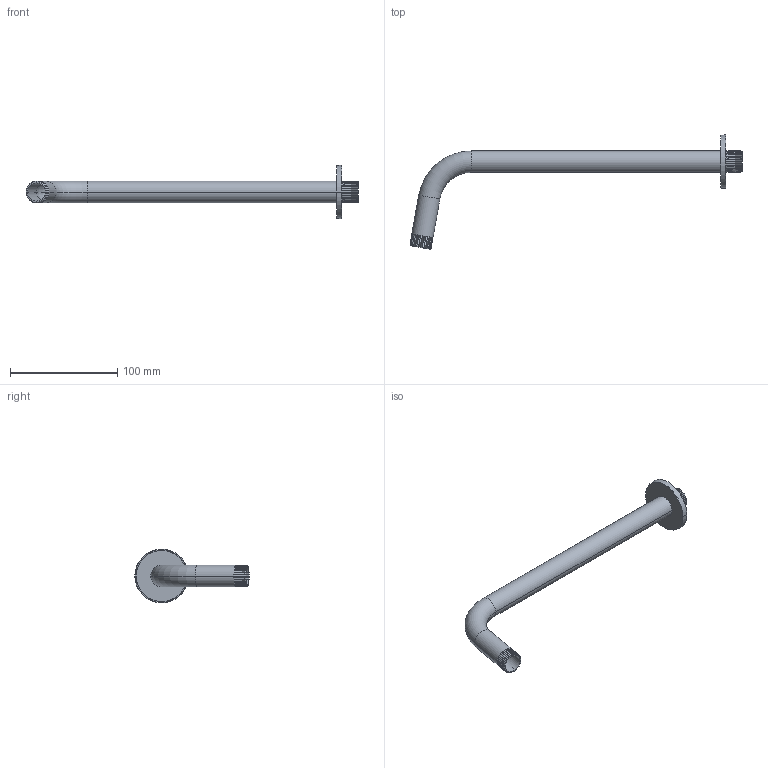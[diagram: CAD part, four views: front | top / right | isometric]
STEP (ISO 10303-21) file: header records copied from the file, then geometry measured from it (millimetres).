
FILE_DESCRIPTION((''),'2;1');
FILE_NAME('BD6037303CR','2020-03-02T07:39:45',('carloff'),(''),'CREO PARAMETRIC BY PTC INC, 2018100','CREO PARAMETRIC BY PTC INC, 2018100','');
FILE_SCHEMA(('CONFIG_CONTROL_DESIGN'));
Length unit declared in the file: millimetre
Products named in the file (1): BD6037303CR
Bounding box: 309.67 x 106.65 x 50 mm (x, y, z)
Volume: 32778.5 mm3; surface area: 46650.7 mm2
Topology: 2 solids, 2 shells, 127 faces, 254 edges, 132 vertices
Faces by surface type: cone 108, cylinder 10, plane 5, torus 4
Entity records: 3252 total; most frequent: DIRECTION 644, CARTESIAN_POINT 513, ORIENTED_EDGE 508, AXIS2_PLACEMENT_3D 263, EDGE_CURVE 254, CIRCLE 136, VERTEX_POINT 132, EDGE_LOOP 132
